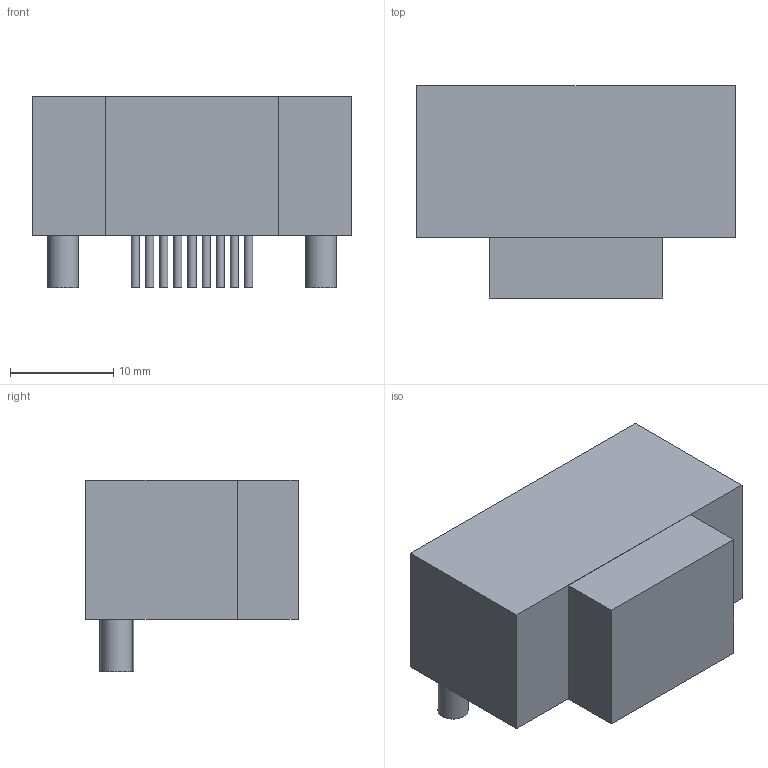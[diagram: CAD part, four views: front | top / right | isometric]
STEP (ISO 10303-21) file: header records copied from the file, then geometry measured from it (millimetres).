
FILE_DESCRIPTION(('FreeCAD Model'),'2;1');
FILE_NAME('279961.1.1.stp','2020-04-08T06:53:11',( 'Author'),(''),'Open CASCADE STEP processor 6.9','FreeCAD','Unknown' );
FILE_SCHEMA(('AUTOMOTIVE_DESIGN { 1 0 10303 214 1 1 1 1 }'));
Length unit declared in the file: millimetre
Products named in the file (3): ASSEMBLY; Body; Leads
Assembly tree (12 placements, depth 2):
  ASSEMBLY
    Body
    Leads  x11
Bounding box: 30.81 x 20.55 x 18.58 mm (x, y, z)
Volume: 8466.6 mm3; surface area: 5675.1 mm2
Topology: 123 solids, 123 shells, 375 faces, 387 edges, 258 vertices
Faces by surface type: plane 254, cylinder 121
Full cylindrical faces by diameter (mm): 0.8 x99, 3 x22
Entity records: 1877 total; most frequent: DIRECTION 309, CARTESIAN_POINT 267, LINE 127, VECTOR 127, ORIENTED_EDGE 114, PCURVE 114, DEFINITIONAL_REPRESENTATION 114, AXIS2_PLACEMENT_3D 80
